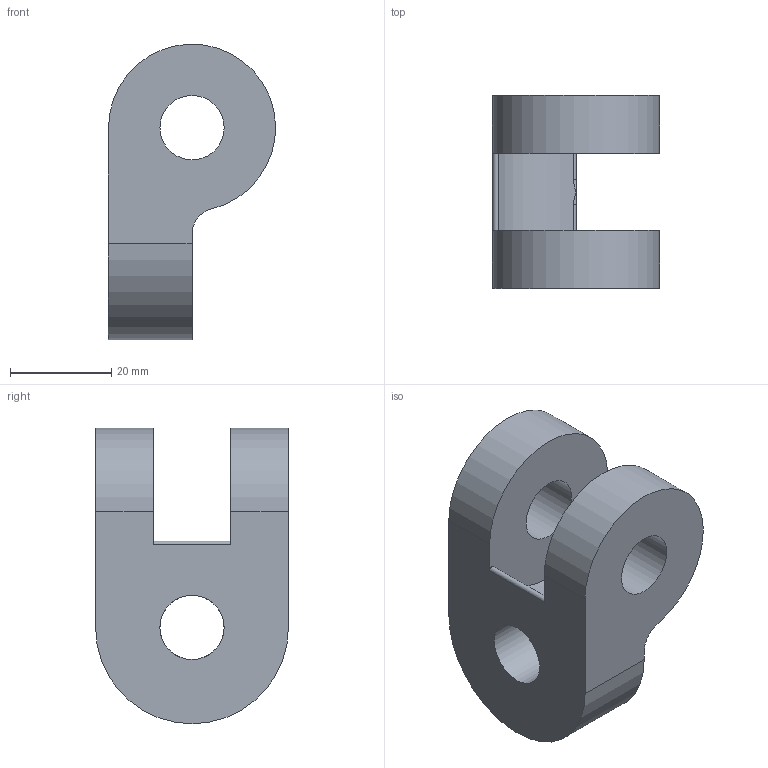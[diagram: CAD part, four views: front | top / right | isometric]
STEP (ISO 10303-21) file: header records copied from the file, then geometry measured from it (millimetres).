
FILE_DESCRIPTION( ( '' ), ' ' );
FILE_NAME( '5817857d5aa2f4106138e1f2.step', '2016-10-31T17:55:09', ( '' ), ( '' ), ' ', ' ', ' ' );
FILE_SCHEMA( ( 'AUTOMOTIVE_DESIGN { 1 0 10303 214 1 1 1 1 }' ) );
Length unit declared in the file: metre
Products named in the file (1): hip_swivel
Bounding box: 33 x 38.1 x 58.42 mm (x, y, z)
Volume: 30274.5 mm3; surface area: 9787.7 mm2
Topology: 1 solids, 1 shells, 20 faces, 58 edges, 37 vertices
Faces by surface type: cylinder 12, plane 6, bspline 2
Full cylindrical faces by diameter (mm): 12.7 x3
Entity records: 1058 total; most frequent: CARTESIAN_POINT 371, DIRECTION 112, ORIENTED_EDGE 100, EDGE_CURVE 50, AXIS2_PLACEMENT_3D 45, VERTEX_POINT 34, EDGE_LOOP 28, CIRCLE 26
